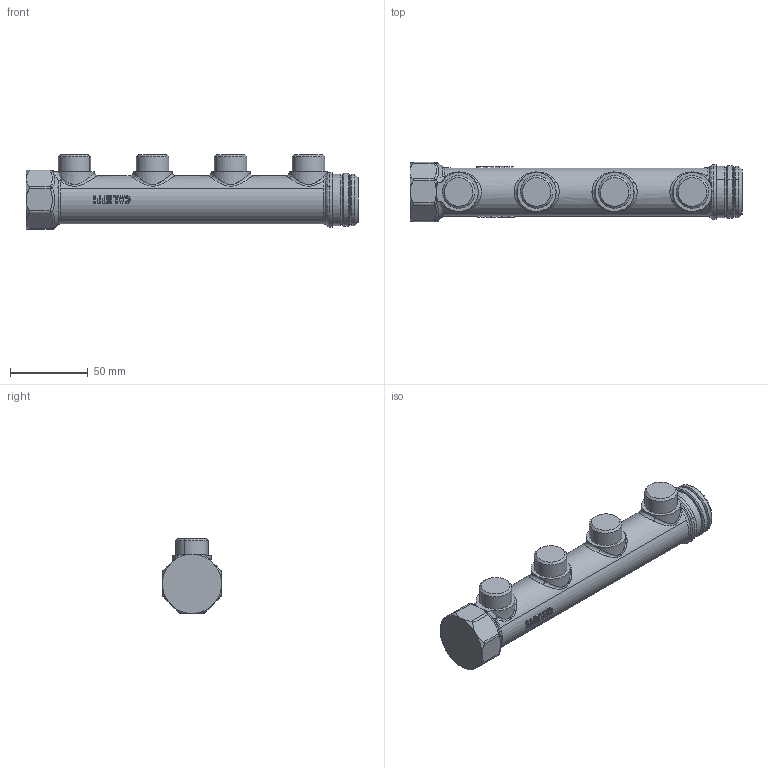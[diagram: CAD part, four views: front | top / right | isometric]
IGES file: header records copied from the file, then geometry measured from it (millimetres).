
Start section: START RECORD GO HERE.
Global section: file name: 592645.igs; native system: DASSAULT SYSTEMES CATIA Version 5-6 Release 2014 - www.3ds.com; preprocessor: V5-6R2014_5.24.5.0.02-24-2015.20.00; author: atadini; organization: CALEFFI; date: 20160718.112409; units: millimetre
Bounding box: 213 x 38 x 48 mm (x, y, z)
Surface area: 30525.4 mm2 (no closed solid volume)
Topology: 0 solids, 0 shells, 719 faces, 3371 edges, 3274 vertices
Faces by surface type: revolution 353, bspline 233, plane 133
